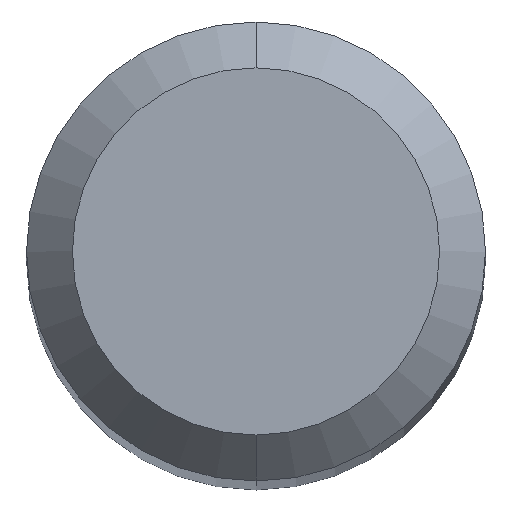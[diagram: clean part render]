
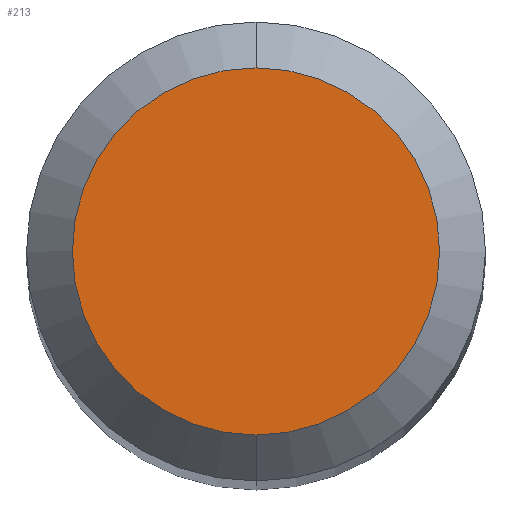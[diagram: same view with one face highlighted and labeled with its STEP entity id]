
A CAD part, top view. The second image highlights one B-rep face of the part: STEP entity #213.
In plain terms, the highlighted planar face has unit normal (0, 0, 1).
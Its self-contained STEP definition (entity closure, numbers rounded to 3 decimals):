
#177=EDGE_CURVE('',#209,#309,#476,.T.);
#209=VERTEX_POINT('',#512);
#213=ADVANCED_FACE('',(#516),#517,.T.);
#283=EDGE_CURVE('',#309,#209,#597,.T.);
#309=VERTEX_POINT('',#625);
#476=CIRCLE('',#799,1.2);
#512=CARTESIAN_POINT('',(0.0,1.2,0.0));
#516=FACE_OUTER_BOUND('',#906,.T.);
#517=PLANE('',#907);
#597=CIRCLE('',#1104,1.2);
#625=CARTESIAN_POINT('',(0.,-1.2,0.0));
#799=AXIS2_PLACEMENT_3D('',#1412,#1413,#1414);
#906=EDGE_LOOP('',(#1470,#1471));
#907=AXIS2_PLACEMENT_3D('',#1472,#1473,#1474);
#1104=AXIS2_PLACEMENT_3D('',#1575,#1576,#1577);
#1412=CARTESIAN_POINT('',(0.0,0.0,0.0));
#1413=DIRECTION('',(0.0,0.0,-1.0));
#1414=DIRECTION('',(0.0,1.0,0.0));
#1470=ORIENTED_EDGE('',*,*,#177,.F.);
#1471=ORIENTED_EDGE('',*,*,#283,.F.);
#1472=CARTESIAN_POINT('',(0.0,0.6,0.0));
#1473=DIRECTION('',(-0.0,0.0,1.0));
#1474=DIRECTION('',(0.0,-1.0,0.0));
#1575=CARTESIAN_POINT('',(0.0,0.0,0.0));
#1576=DIRECTION('',(0.0,0.0,-1.0));
#1577=DIRECTION('',(0.0,1.0,0.0));
